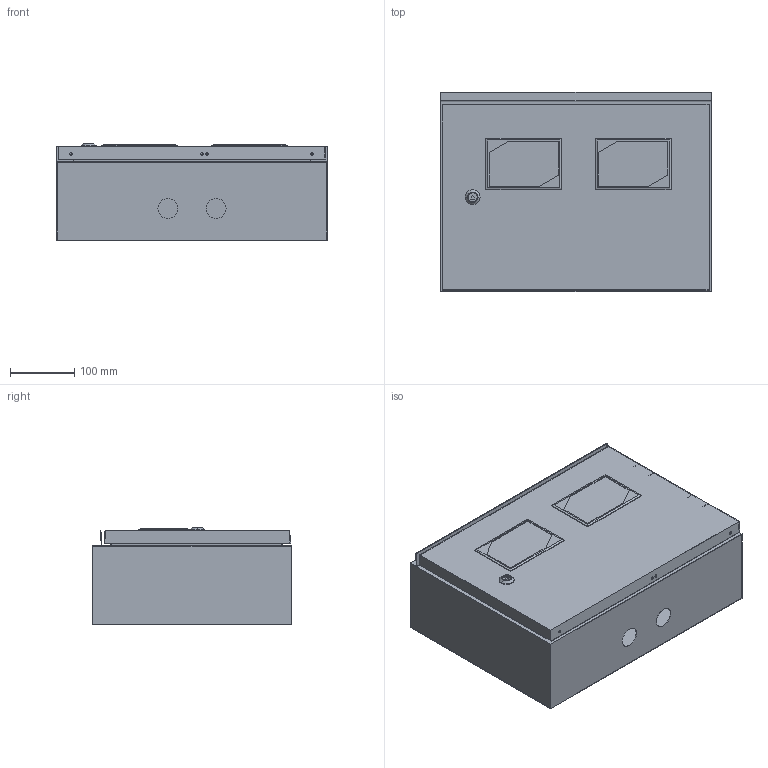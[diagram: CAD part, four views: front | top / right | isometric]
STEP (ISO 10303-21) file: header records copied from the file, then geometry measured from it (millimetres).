
FILE_DESCRIPTION (( 'STEP AP214' ), '1' );
FILE_NAME ('MKM51-N-02-54.STEP', '2021-04-20T08:11:53', ( '' ), ( '' ), 'SwSTEP 2.0', 'SolidWorks 2017', '' );
FILE_SCHEMA (( 'AUTOMOTIVE_DESIGN' ));
Length unit declared in the file: millimetre
Products named in the file (8): Dver; Panel; STEKLO_IEK; MKM51-N-02-54; IEK 702.003_DIN-ðåéêà; Obolochka
Assembly tree (8 placements, depth 3):
  MKM51-N-02-54
    Obolochka
    Panel
      Panel
      IEK 702.003_DIN-ðåéêà
    Dver
      Dver
      STEKLO_IEK  x2
Bounding box: 420 x 310 x 151.55 mm (x, y, z)
Volume: 632629.7 mm3; surface area: 1217032.3 mm2
Topology: 6 solids, 6 shells, 333 faces, 859 edges, 558 vertices
Faces by surface type: plane 235, cylinder 94, cone 4
Entity records: 9668 total; most frequent: CARTESIAN_POINT 1610, DIRECTION 1601, ORIENTED_EDGE 1570, EDGE_CURVE 785, LINE 599, VECTOR 599, VERTEX_POINT 510, AXIS2_PLACEMENT_3D 501
